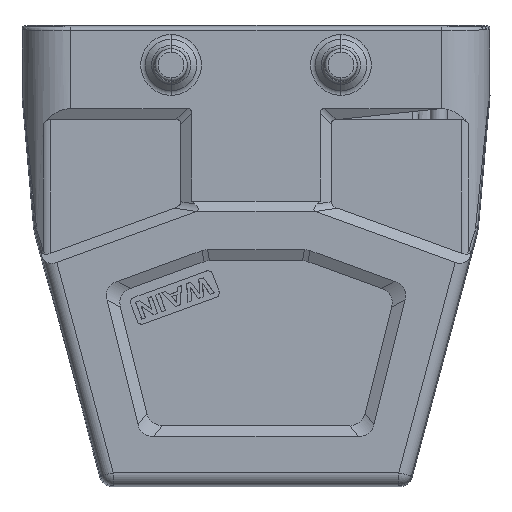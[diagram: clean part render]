
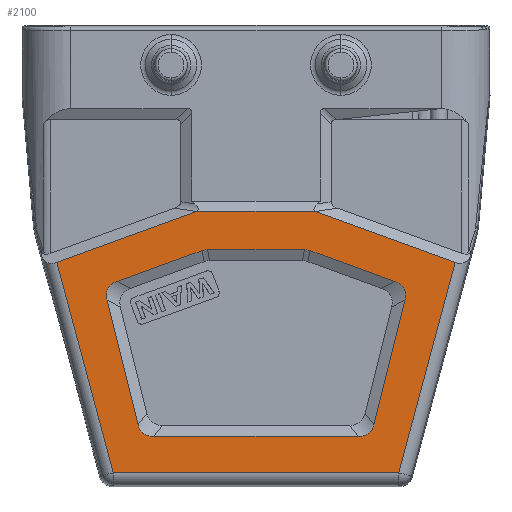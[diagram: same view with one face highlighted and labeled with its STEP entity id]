
A CAD part, front view. The second image highlights one B-rep face of the part: STEP entity #2100.
In plain terms, the highlighted planar face has unit normal (0, -1, 0).
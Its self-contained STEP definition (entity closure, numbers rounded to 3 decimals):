
#353=PLANE('',#8475);
#577=FACE_BOUND('',#3089,.T.);
#578=FACE_BOUND('',#3090,.T.);
#623=LINE('',#11390,#1289);
#624=LINE('',#11393,#1290);
#625=LINE('',#11410,#1291);
#626=LINE('',#11417,#1292);
#627=LINE('',#11424,#1293);
#628=LINE('',#11431,#1294);
#629=LINE('',#11438,#1295);
#630=LINE('',#11445,#1296);
#631=LINE('',#11452,#1297);
#1289=VECTOR('',#9223,1.);
#1290=VECTOR('',#9224,1.);
#1291=VECTOR('',#9225,1.);
#1292=VECTOR('',#9226,1.);
#1293=VECTOR('',#9227,1.);
#1294=VECTOR('',#9228,1.);
#1295=VECTOR('',#9229,1.);
#1296=VECTOR('',#9230,1.);
#1297=VECTOR('',#9231,1.);
#2100=ADVANCED_FACE('',(#577,#578),#353,.F.);
#3089=EDGE_LOOP('',(#3873,#3874,#3875,#3876,#3877,#3878));
#3090=EDGE_LOOP('',(#3879,#3880,#3881,#3882,#3883,#3884,#3885,#3886,#3887,
#3888,#3889,#3890));
#3873=ORIENTED_EDGE('',*,*,#7004,.T.);
#3874=ORIENTED_EDGE('',*,*,#7005,.T.);
#3875=ORIENTED_EDGE('',*,*,#7006,.F.);
#3876=ORIENTED_EDGE('',*,*,#7007,.F.);
#3877=ORIENTED_EDGE('',*,*,#7008,.F.);
#3878=ORIENTED_EDGE('',*,*,#7009,.T.);
#3879=ORIENTED_EDGE('',*,*,#7010,.F.);
#3880=ORIENTED_EDGE('',*,*,#7011,.T.);
#3881=ORIENTED_EDGE('',*,*,#7012,.F.);
#3882=ORIENTED_EDGE('',*,*,#7013,.F.);
#3883=ORIENTED_EDGE('',*,*,#7014,.F.);
#3884=ORIENTED_EDGE('',*,*,#7015,.T.);
#3885=ORIENTED_EDGE('',*,*,#7016,.F.);
#3886=ORIENTED_EDGE('',*,*,#7017,.F.);
#3887=ORIENTED_EDGE('',*,*,#7018,.F.);
#3888=ORIENTED_EDGE('',*,*,#7019,.F.);
#3889=ORIENTED_EDGE('',*,*,#7020,.T.);
#3890=ORIENTED_EDGE('',*,*,#7021,.F.);
#6261=VERTEX_POINT('',#11391);
#6262=VERTEX_POINT('',#11392);
#6263=VERTEX_POINT('',#11394);
#6264=VERTEX_POINT('',#11399);
#6265=VERTEX_POINT('',#11404);
#6266=VERTEX_POINT('',#11409);
#6267=VERTEX_POINT('',#11415);
#6268=VERTEX_POINT('',#11416);
#6269=VERTEX_POINT('',#11418);
#6270=VERTEX_POINT('',#11423);
#6271=VERTEX_POINT('',#11425);
#6272=VERTEX_POINT('',#11430);
#6273=VERTEX_POINT('',#11432);
#6274=VERTEX_POINT('',#11437);
#6275=VERTEX_POINT('',#11439);
#6276=VERTEX_POINT('',#11444);
#6277=VERTEX_POINT('',#11446);
#6278=VERTEX_POINT('',#11451);
#7004=EDGE_CURVE('',#6261,#6262,#623,.T.);
#7005=EDGE_CURVE('',#6262,#6263,#624,.T.);
#7006=EDGE_CURVE('',#6264,#6263,#8195,.T.);
#7007=EDGE_CURVE('',#6265,#6264,#8196,.T.);
#7008=EDGE_CURVE('',#6266,#6265,#8197,.T.);
#7009=EDGE_CURVE('',#6266,#6261,#625,.T.);
#7010=EDGE_CURVE('',#6267,#6268,#8198,.T.);
#7011=EDGE_CURVE('',#6267,#6269,#626,.T.);
#7012=EDGE_CURVE('',#6270,#6269,#8199,.T.);
#7013=EDGE_CURVE('',#6271,#6270,#627,.T.);
#7014=EDGE_CURVE('',#6272,#6271,#8200,.T.);
#7015=EDGE_CURVE('',#6272,#6273,#628,.T.);
#7016=EDGE_CURVE('',#6274,#6273,#8201,.T.);
#7017=EDGE_CURVE('',#6275,#6274,#629,.T.);
#7018=EDGE_CURVE('',#6276,#6275,#8202,.T.);
#7019=EDGE_CURVE('',#6277,#6276,#630,.T.);
#7020=EDGE_CURVE('',#6277,#6278,#8203,.T.);
#7021=EDGE_CURVE('',#6268,#6278,#631,.T.);
#8195=B_SPLINE_CURVE_WITH_KNOTS('',3,(#11395,#11396,#11397,#11398),
 .UNSPECIFIED.,.F.,.F.,(4,4),(0.,1.),.UNSPECIFIED.);
#8196=B_SPLINE_CURVE_WITH_KNOTS('',3,(#11400,#11401,#11402,#11403),
 .UNSPECIFIED.,.F.,.F.,(4,4),(0.,1.),.UNSPECIFIED.);
#8197=B_SPLINE_CURVE_WITH_KNOTS('',3,(#11405,#11406,#11407,#11408),
 .UNSPECIFIED.,.F.,.F.,(4,4),(0.,1.),.UNSPECIFIED.);
#8198=B_SPLINE_CURVE_WITH_KNOTS('',3,(#11411,#11412,#11413,#11414),
 .UNSPECIFIED.,.F.,.F.,(4,4),(0.,1.),.UNSPECIFIED.);
#8199=B_SPLINE_CURVE_WITH_KNOTS('',3,(#11419,#11420,#11421,#11422),
 .UNSPECIFIED.,.F.,.F.,(4,4),(0.,1.),.UNSPECIFIED.);
#8200=B_SPLINE_CURVE_WITH_KNOTS('',3,(#11426,#11427,#11428,#11429),
 .UNSPECIFIED.,.F.,.F.,(4,4),(0.,1.),.UNSPECIFIED.);
#8201=B_SPLINE_CURVE_WITH_KNOTS('',3,(#11433,#11434,#11435,#11436),
 .UNSPECIFIED.,.F.,.F.,(4,4),(0.,1.),.UNSPECIFIED.);
#8202=B_SPLINE_CURVE_WITH_KNOTS('',3,(#11440,#11441,#11442,#11443),
 .UNSPECIFIED.,.F.,.F.,(4,4),(0.,1.),.UNSPECIFIED.);
#8203=B_SPLINE_CURVE_WITH_KNOTS('',3,(#11447,#11448,#11449,#11450),
 .UNSPECIFIED.,.F.,.F.,(4,4),(0.,1.),.UNSPECIFIED.);
#8475=AXIS2_PLACEMENT_3D('',#11453,#9232,#9233);
#9223=DIRECTION('',(1.,0.,0.));
#9224=DIRECTION('',(0.259,0.,0.966));
#9225=DIRECTION('',(0.259,0.,-0.966));
#9226=DIRECTION('',(0.94,0.,0.342));
#9227=DIRECTION('',(-1.,0.,0.));
#9228=DIRECTION('',(0.94,0.,-0.342));
#9229=DIRECTION('',(0.242,0.,0.97));
#9230=DIRECTION('',(1.,0.,0.));
#9231=DIRECTION('',(0.242,0.,-0.97));
#9232=DIRECTION('',(0.,1.,0.));
#9233=DIRECTION('',(1.,0.,0.));
#11390=CARTESIAN_POINT('',(-22.273,-22.5,-69.821));
#11391=CARTESIAN_POINT('',(-22.273,-22.5,-69.821));
#11392=CARTESIAN_POINT('',(22.273,-22.5,-69.821));
#11393=CARTESIAN_POINT('',(22.273,-22.5,-69.821));
#11394=CARTESIAN_POINT('',(31.065,-22.5,-37.01));
#11395=CARTESIAN_POINT('',(9.21,-22.499,-29.055));
#11396=CARTESIAN_POINT('',(16.495,-22.5,-31.706));
#11397=CARTESIAN_POINT('',(23.78,-22.5,-34.358));
#11398=CARTESIAN_POINT('',(31.065,-22.5,-37.01));
#11399=CARTESIAN_POINT('',(9.21,-22.499,-29.055));
#11400=CARTESIAN_POINT('',(-9.21,-22.499,-29.055));
#11401=CARTESIAN_POINT('',(-3.07,-22.499,-29.055));
#11402=CARTESIAN_POINT('',(3.07,-22.499,-29.055));
#11403=CARTESIAN_POINT('',(9.21,-22.499,-29.055));
#11404=CARTESIAN_POINT('',(-9.21,-22.499,-29.055));
#11405=CARTESIAN_POINT('',(-31.065,-22.5,-37.01));
#11406=CARTESIAN_POINT('',(-23.78,-22.5,-34.358));
#11407=CARTESIAN_POINT('',(-16.495,-22.5,-31.706));
#11408=CARTESIAN_POINT('',(-9.21,-22.499,-29.055));
#11409=CARTESIAN_POINT('',(-31.065,-22.5,-37.01));
#11410=CARTESIAN_POINT('',(-31.065,-22.5,-37.01));
#11411=CARTESIAN_POINT('',(-21.647,-22.5,-39.967));
#11412=CARTESIAN_POINT('',(-23.019,-22.5,-40.466));
#11413=CARTESIAN_POINT('',(-23.572,-22.5,-41.499));
#11414=CARTESIAN_POINT('',(-23.224,-22.5,-42.895));
#11415=CARTESIAN_POINT('',(-21.647,-22.5,-39.967));
#11416=CARTESIAN_POINT('',(-23.224,-22.5,-42.895));
#11417=CARTESIAN_POINT('',(-21.647,-22.5,-39.967));
#11418=CARTESIAN_POINT('',(-8.414,-22.5,-35.151));
#11419=CARTESIAN_POINT('',(-7.559,-22.5,-35.));
#11420=CARTESIAN_POINT('',(-7.852,-22.5,-35.));
#11421=CARTESIAN_POINT('',(-8.139,-22.5,-35.051));
#11422=CARTESIAN_POINT('',(-8.414,-22.5,-35.151));
#11423=CARTESIAN_POINT('',(-7.559,-22.5,-35.));
#11424=CARTESIAN_POINT('',(7.559,-22.5,-35.));
#11425=CARTESIAN_POINT('',(7.559,-22.5,-35.));
#11426=CARTESIAN_POINT('',(8.414,-22.5,-35.151));
#11427=CARTESIAN_POINT('',(8.139,-22.5,-35.051));
#11428=CARTESIAN_POINT('',(7.852,-22.5,-35.));
#11429=CARTESIAN_POINT('',(7.559,-22.5,-35.));
#11430=CARTESIAN_POINT('',(8.414,-22.5,-35.151));
#11431=CARTESIAN_POINT('',(8.414,-22.5,-35.151));
#11432=CARTESIAN_POINT('',(21.647,-22.5,-39.967));
#11433=CARTESIAN_POINT('',(23.224,-22.5,-42.895));
#11434=CARTESIAN_POINT('',(23.572,-22.5,-41.498));
#11435=CARTESIAN_POINT('',(23.019,-22.5,-40.466));
#11436=CARTESIAN_POINT('',(21.647,-22.5,-39.967));
#11437=CARTESIAN_POINT('',(23.224,-22.5,-42.895));
#11438=CARTESIAN_POINT('',(18.398,-22.5,-62.277));
#11439=CARTESIAN_POINT('',(18.398,-22.5,-62.277));
#11440=CARTESIAN_POINT('',(15.977,-22.5,-64.151));
#11441=CARTESIAN_POINT('',(17.251,-22.5,-64.151));
#11442=CARTESIAN_POINT('',(18.095,-22.5,-63.495));
#11443=CARTESIAN_POINT('',(18.398,-22.5,-62.277));
#11444=CARTESIAN_POINT('',(15.977,-22.5,-64.151));
#11445=CARTESIAN_POINT('',(-15.977,-22.5,-64.151));
#11446=CARTESIAN_POINT('',(-15.977,-22.5,-64.151));
#11447=CARTESIAN_POINT('',(-15.977,-22.5,-64.151));
#11448=CARTESIAN_POINT('',(-17.28,-22.5,-64.151));
#11449=CARTESIAN_POINT('',(-18.087,-22.5,-63.526));
#11450=CARTESIAN_POINT('',(-18.398,-22.5,-62.277));
#11451=CARTESIAN_POINT('',(-18.398,-22.5,-62.277));
#11452=CARTESIAN_POINT('',(-23.224,-22.5,-42.895));
#11453=CARTESIAN_POINT('',(0.,-22.5,0.));
